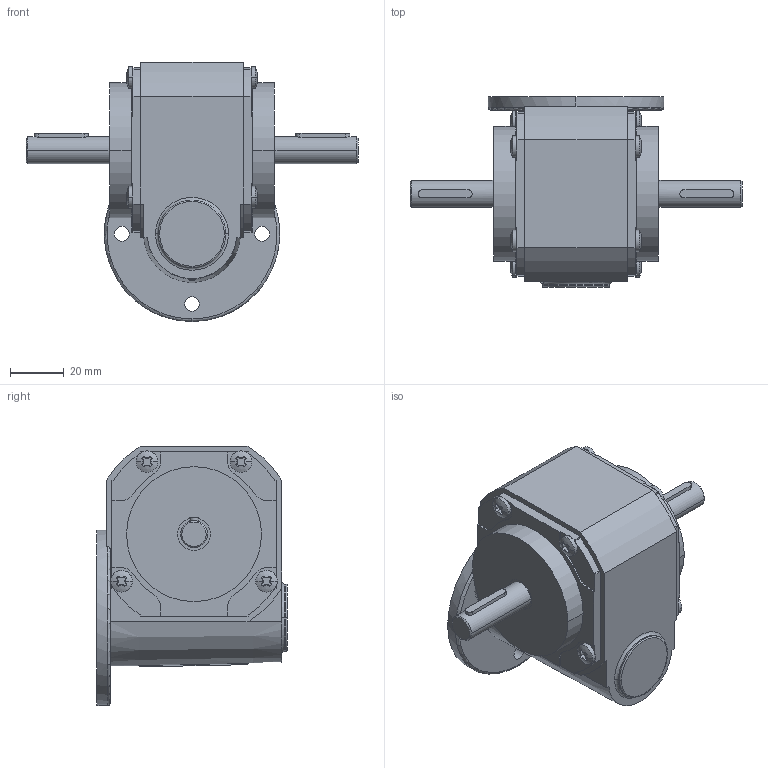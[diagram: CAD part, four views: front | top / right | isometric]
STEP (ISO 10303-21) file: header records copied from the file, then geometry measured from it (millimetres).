
FILE_DESCRIPTION(('modularis output'),'2;1');
FILE_NAME('VE31-D-B_3D.stp','10:25:03 2004/06/17',( 'modularis software ag'),('modularis software ag'), 'unknown preprocess','ACIS','unknown authorization');
FILE_SCHEMA(('AUTOMOTIVE_DESIGN_CC2 {UNKNOWN IMPLEMENTATION LEVEL}'));
Length unit declared in the file: millimetre
Products named in the file (1): PRODUCT_ID_4
Bounding box: 123 x 70.5 x 96 mm (x, y, z)
Volume: 252032.2 mm3; surface area: 31987.6 mm2
Topology: 1 solids, 1 shells, 280 faces, 810 edges, 548 vertices
Faces by surface type: plane 131, cylinder 88, cone 39, sphere 16, torus 6
Entity records: 11646 total; most frequent: CARTESIAN_POINT 2579, ORIENTED_EDGE 1620, DIRECTION 1258, EDGE_CURVE 810, VERTEX_POINT 548, AXIS2_PLACEMENT_3D 473, VECTOR 312, LINE 312
